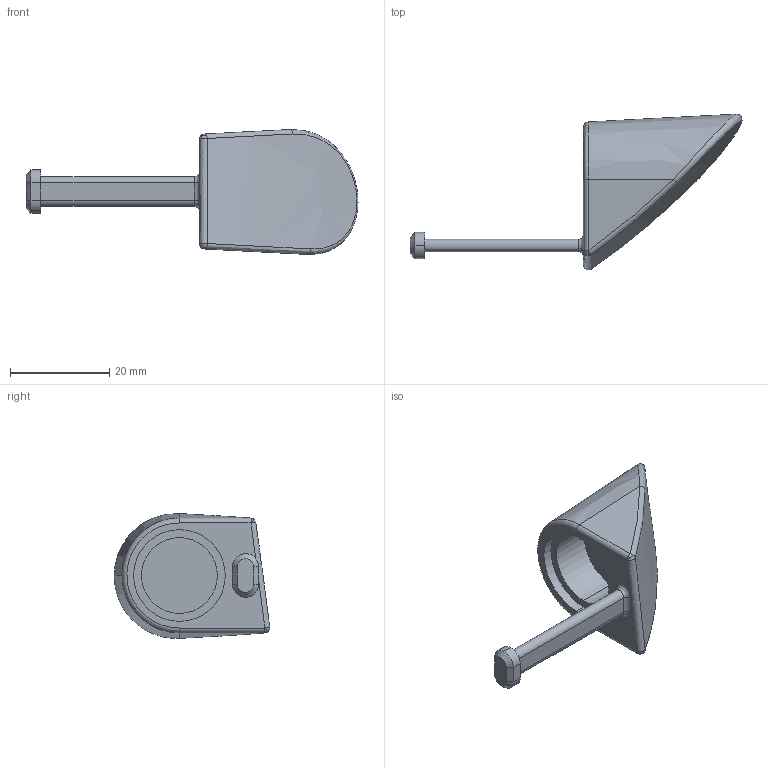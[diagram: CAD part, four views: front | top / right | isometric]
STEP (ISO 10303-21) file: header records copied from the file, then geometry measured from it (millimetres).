
FILE_DESCRIPTION (( 'STEP AP214' ), '1' );
FILE_NAME ('JACK-COVER-01_1.STEP', '2017-03-15T22:17:36', ( '' ), ( '' ), 'SwSTEP 2.0', 'SolidWorks 2013', '' );
FILE_SCHEMA (( 'AUTOMOTIVE_DESIGN' ));
Length unit declared in the file: millimetre
Products named in the file (1): JACK-COVER-01_1
Bounding box: 66.99 x 31.4 x 25.2 mm (x, y, z)
Volume: 9570 mm3; surface area: 4112.8 mm2
Topology: 1 solids, 1 shells, 44 faces, 103 edges, 59 vertices
Faces by surface type: cylinder 14, plane 13, bspline 12, cone 5
Entity records: 1995 total; most frequent: CARTESIAN_POINT 1062, ORIENTED_EDGE 196, DIRECTION 175, EDGE_CURVE 98, AXIS2_PLACEMENT_3D 71, VERTEX_POINT 59, EDGE_LOOP 47, ADVANCED_FACE 44
